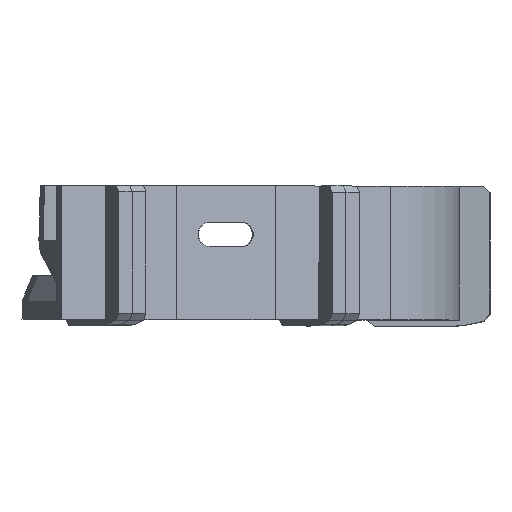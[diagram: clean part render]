
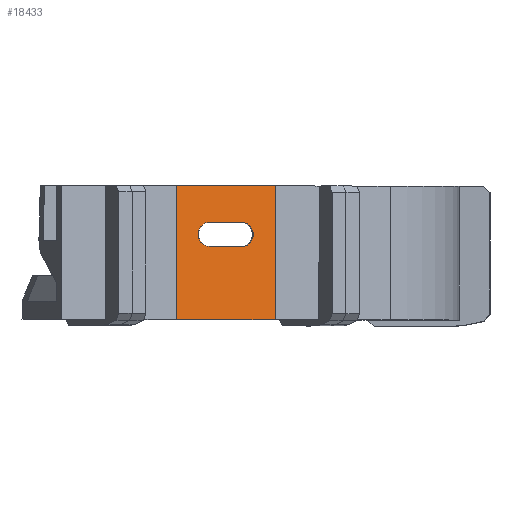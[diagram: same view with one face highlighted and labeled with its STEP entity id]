
A CAD part, left-side view. The second image highlights one B-rep face of the part: STEP entity #18433.
In plain terms, the highlighted face is planar.
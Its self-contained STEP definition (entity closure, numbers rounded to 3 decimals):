
#18157 = VERTEX_POINT('',#18158);
#18158 = CARTESIAN_POINT('',(3.,0.,16.));
#18165 = CYLINDRICAL_SURFACE('',#18166,2.);
#18166 = AXIS2_PLACEMENT_3D('',#18167,#18168,#18169);
#18167 = CARTESIAN_POINT('',(3.,24.,14.));
#18168 = DIRECTION('',(-0.,1.,0.));
#18169 = DIRECTION('',(0.,0.,-1.));
#18177 = PLANE('',#18178);
#18178 = AXIS2_PLACEMENT_3D('',#18179,#18180,#18181);
#18179 = CARTESIAN_POINT('',(3.,24.,16.));
#18180 = DIRECTION('',(0.,0.,-1.));
#18181 = DIRECTION('',(-1.,0.,-0.));
#18219 = VERTEX_POINT('',#18220);
#18220 = CARTESIAN_POINT('',(3.,0.,12.));
#18234 = PLANE('',#18235);
#18235 = AXIS2_PLACEMENT_3D('',#18236,#18237,#18238);
#18236 = CARTESIAN_POINT('',(-3.,24.,12.));
#18237 = DIRECTION('',(0.,0.,1.));
#18238 = DIRECTION('',(1.,0.,0.));
#18246 = EDGE_CURVE('',#18157,#18219,#18247,.T.);
#18247 = SURFACE_CURVE('',#18248,(#18253,#18260),.PCURVE_S1.);
#18248 = CIRCLE('',#18249,2.);
#18249 = AXIS2_PLACEMENT_3D('',#18250,#18251,#18252);
#18250 = CARTESIAN_POINT('',(3.,0.,14.));
#18251 = DIRECTION('',(0.,1.,0.));
#18252 = DIRECTION('',(0.,0.,-1.));
#18253 = PCURVE('',#18165,#18254);
#18254 = DEFINITIONAL_REPRESENTATION('',(#18255),#18259);
#18255 = LINE('',#18256,#18257);
#18256 = CARTESIAN_POINT('',(-6.283,-24.));
#18257 = VECTOR('',#18258,1.);
#18258 = DIRECTION('',(1.,-0.));
#18259 = ( GEOMETRIC_REPRESENTATION_CONTEXT(2) 
PARAMETRIC_REPRESENTATION_CONTEXT() REPRESENTATION_CONTEXT('2D SPACE',''
  ) );
#18260 = PCURVE('',#18261,#18266);
#18261 = PLANE('',#18262);
#18262 = AXIS2_PLACEMENT_3D('',#18263,#18264,#18265);
#18263 = CARTESIAN_POINT('',(0.,0.,0.));
#18264 = DIRECTION('',(0.,1.,-0.));
#18265 = DIRECTION('',(0.,0.,1.));
#18266 = DEFINITIONAL_REPRESENTATION('',(#18267),#18271);
#18267 = CIRCLE('',#18268,2.);
#18268 = AXIS2_PLACEMENT_2D('',#18269,#18270);
#18269 = CARTESIAN_POINT('',(14.,3.));
#18270 = DIRECTION('',(-1.,0.));
#18271 = ( GEOMETRIC_REPRESENTATION_CONTEXT(2) 
PARAMETRIC_REPRESENTATION_CONTEXT() REPRESENTATION_CONTEXT('2D SPACE',''
  ) );
#18279 = VERTEX_POINT('',#18280);
#18280 = CARTESIAN_POINT('',(-3.,0.,16.));
#18294 = CYLINDRICAL_SURFACE('',#18295,2.);
#18295 = AXIS2_PLACEMENT_3D('',#18296,#18297,#18298);
#18296 = CARTESIAN_POINT('',(-3.,24.,14.));
#18297 = DIRECTION('',(-0.,1.,0.));
#18298 = DIRECTION('',(0.,0.,1.));
#18333 = EDGE_CURVE('',#18157,#18279,#18334,.T.);
#18334 = SURFACE_CURVE('',#18335,(#18339,#18345),.PCURVE_S1.);
#18335 = LINE('',#18336,#18337);
#18336 = CARTESIAN_POINT('',(1.5,0.,16.));
#18337 = VECTOR('',#18338,1.);
#18338 = DIRECTION('',(-1.,0.,0.));
#18339 = PCURVE('',#18177,#18340);
#18340 = DEFINITIONAL_REPRESENTATION('',(#18341),#18344);
#18341 = B_SPLINE_CURVE_WITH_KNOTS('',1,(#18342,#18343),.UNSPECIFIED.,
  .F.,.F.,(2,2),(-1.5,4.5),.PIECEWISE_BEZIER_KNOTS.);
#18342 = CARTESIAN_POINT('',(0.,-24.));
#18343 = CARTESIAN_POINT('',(6.,-24.));
#18344 = ( GEOMETRIC_REPRESENTATION_CONTEXT(2) 
PARAMETRIC_REPRESENTATION_CONTEXT() REPRESENTATION_CONTEXT('2D SPACE',''
  ) );
#18345 = PCURVE('',#18261,#18346);
#18346 = DEFINITIONAL_REPRESENTATION('',(#18347),#18350);
#18347 = B_SPLINE_CURVE_WITH_KNOTS('',1,(#18348,#18349),.UNSPECIFIED.,
  .F.,.F.,(2,2),(-1.5,4.5),.PIECEWISE_BEZIER_KNOTS.);
#18348 = CARTESIAN_POINT('',(16.,3.));
#18349 = CARTESIAN_POINT('',(16.,-3.));
#18350 = ( GEOMETRIC_REPRESENTATION_CONTEXT(2) 
PARAMETRIC_REPRESENTATION_CONTEXT() REPRESENTATION_CONTEXT('2D SPACE',''
  ) );
#18433 = ADVANCED_FACE('',(#18434,#18548),#18261,.F.);
#18434 = FACE_BOUND('',#18435,.F.);
#18435 = EDGE_LOOP('',(#18436,#18466,#18494,#18522));
#18436 = ORIENTED_EDGE('',*,*,#18437,.F.);
#18437 = EDGE_CURVE('',#18438,#18440,#18442,.T.);
#18438 = VERTEX_POINT('',#18439);
#18439 = CARTESIAN_POINT('',(-9.,0.,0.));
#18440 = VERTEX_POINT('',#18441);
#18441 = CARTESIAN_POINT('',(9.,0.,0.));
#18442 = SURFACE_CURVE('',#18443,(#18447,#18454),.PCURVE_S1.);
#18443 = LINE('',#18444,#18445);
#18444 = CARTESIAN_POINT('',(-9.,0.,0.));
#18445 = VECTOR('',#18446,1.);
#18446 = DIRECTION('',(1.,0.,0.));
#18447 = PCURVE('',#18261,#18448);
#18448 = DEFINITIONAL_REPRESENTATION('',(#18449),#18453);
#18449 = LINE('',#18450,#18451);
#18450 = CARTESIAN_POINT('',(0.,-9.));
#18451 = VECTOR('',#18452,1.);
#18452 = DIRECTION('',(0.,1.));
#18453 = ( GEOMETRIC_REPRESENTATION_CONTEXT(2) 
PARAMETRIC_REPRESENTATION_CONTEXT() REPRESENTATION_CONTEXT('2D SPACE',''
  ) );
#18454 = PCURVE('',#18455,#18460);
#18455 = PLANE('',#18456);
#18456 = AXIS2_PLACEMENT_3D('',#18457,#18458,#18459);
#18457 = CARTESIAN_POINT('',(0.,15.,0.));
#18458 = DIRECTION('',(0.,0.,1.));
#18459 = DIRECTION('',(0.,-1.,0.));
#18460 = DEFINITIONAL_REPRESENTATION('',(#18461),#18465);
#18461 = LINE('',#18462,#18463);
#18462 = CARTESIAN_POINT('',(15.,-9.));
#18463 = VECTOR('',#18464,1.);
#18464 = DIRECTION('',(0.,1.));
#18465 = ( GEOMETRIC_REPRESENTATION_CONTEXT(2) 
PARAMETRIC_REPRESENTATION_CONTEXT() REPRESENTATION_CONTEXT('2D SPACE',''
  ) );
#18466 = ORIENTED_EDGE('',*,*,#18467,.T.);
#18467 = EDGE_CURVE('',#18438,#18468,#18470,.T.);
#18468 = VERTEX_POINT('',#18469);
#18469 = CARTESIAN_POINT('',(-9.,0.,22.));
#18470 = SURFACE_CURVE('',#18471,(#18475,#18482),.PCURVE_S1.);
#18471 = LINE('',#18472,#18473);
#18472 = CARTESIAN_POINT('',(-9.,0.,0.));
#18473 = VECTOR('',#18474,1.);
#18474 = DIRECTION('',(0.,0.,1.));
#18475 = PCURVE('',#18261,#18476);
#18476 = DEFINITIONAL_REPRESENTATION('',(#18477),#18481);
#18477 = LINE('',#18478,#18479);
#18478 = CARTESIAN_POINT('',(0.,-9.));
#18479 = VECTOR('',#18480,1.);
#18480 = DIRECTION('',(1.,0.));
#18481 = ( GEOMETRIC_REPRESENTATION_CONTEXT(2) 
PARAMETRIC_REPRESENTATION_CONTEXT() REPRESENTATION_CONTEXT('2D SPACE',''
  ) );
#18482 = PCURVE('',#18483,#18488);
#18483 = PLANE('',#18484);
#18484 = AXIS2_PLACEMENT_3D('',#18485,#18486,#18487);
#18485 = CARTESIAN_POINT('',(-9.,4.162,7.662));
#18486 = DIRECTION('',(-1.,0.,0.));
#18487 = DIRECTION('',(0.,0.,1.));
#18488 = DEFINITIONAL_REPRESENTATION('',(#18489),#18493);
#18489 = LINE('',#18490,#18491);
#18490 = CARTESIAN_POINT('',(-7.662,-4.162));
#18491 = VECTOR('',#18492,1.);
#18492 = DIRECTION('',(1.,0.));
#18493 = ( GEOMETRIC_REPRESENTATION_CONTEXT(2) 
PARAMETRIC_REPRESENTATION_CONTEXT() REPRESENTATION_CONTEXT('2D SPACE',''
  ) );
#18494 = ORIENTED_EDGE('',*,*,#18495,.F.);
#18495 = EDGE_CURVE('',#18496,#18468,#18498,.T.);
#18496 = VERTEX_POINT('',#18497);
#18497 = CARTESIAN_POINT('',(9.,0.,22.));
#18498 = SURFACE_CURVE('',#18499,(#18503,#18510),.PCURVE_S1.);
#18499 = LINE('',#18500,#18501);
#18500 = CARTESIAN_POINT('',(9.,0.,22.));
#18501 = VECTOR('',#18502,1.);
#18502 = DIRECTION('',(-1.,0.,0.));
#18503 = PCURVE('',#18261,#18504);
#18504 = DEFINITIONAL_REPRESENTATION('',(#18505),#18509);
#18505 = LINE('',#18506,#18507);
#18506 = CARTESIAN_POINT('',(22.,9.));
#18507 = VECTOR('',#18508,1.);
#18508 = DIRECTION('',(0.,-1.));
#18509 = ( GEOMETRIC_REPRESENTATION_CONTEXT(2) 
PARAMETRIC_REPRESENTATION_CONTEXT() REPRESENTATION_CONTEXT('2D SPACE',''
  ) );
#18510 = PCURVE('',#18511,#18516);
#18511 = PLANE('',#18512);
#18512 = AXIS2_PLACEMENT_3D('',#18513,#18514,#18515);
#18513 = CARTESIAN_POINT('',(0.,0.,22.));
#18514 = DIRECTION('',(0.,0.,-1.));
#18515 = DIRECTION('',(0.,1.,0.));
#18516 = DEFINITIONAL_REPRESENTATION('',(#18517),#18521);
#18517 = LINE('',#18518,#18519);
#18518 = CARTESIAN_POINT('',(0.,9.));
#18519 = VECTOR('',#18520,1.);
#18520 = DIRECTION('',(0.,-1.));
#18521 = ( GEOMETRIC_REPRESENTATION_CONTEXT(2) 
PARAMETRIC_REPRESENTATION_CONTEXT() REPRESENTATION_CONTEXT('2D SPACE',''
  ) );
#18522 = ORIENTED_EDGE('',*,*,#18523,.F.);
#18523 = EDGE_CURVE('',#18440,#18496,#18524,.T.);
#18524 = SURFACE_CURVE('',#18525,(#18529,#18536),.PCURVE_S1.);
#18525 = LINE('',#18526,#18527);
#18526 = CARTESIAN_POINT('',(9.,0.,0.));
#18527 = VECTOR('',#18528,1.);
#18528 = DIRECTION('',(0.,0.,1.));
#18529 = PCURVE('',#18261,#18530);
#18530 = DEFINITIONAL_REPRESENTATION('',(#18531),#18535);
#18531 = LINE('',#18532,#18533);
#18532 = CARTESIAN_POINT('',(0.,9.));
#18533 = VECTOR('',#18534,1.);
#18534 = DIRECTION('',(1.,0.));
#18535 = ( GEOMETRIC_REPRESENTATION_CONTEXT(2) 
PARAMETRIC_REPRESENTATION_CONTEXT() REPRESENTATION_CONTEXT('2D SPACE',''
  ) );
#18536 = PCURVE('',#18537,#18542);
#18537 = PLANE('',#18538);
#18538 = AXIS2_PLACEMENT_3D('',#18539,#18540,#18541);
#18539 = CARTESIAN_POINT('',(9.,4.162,7.662));
#18540 = DIRECTION('',(-1.,0.,0.));
#18541 = DIRECTION('',(0.,0.,1.));
#18542 = DEFINITIONAL_REPRESENTATION('',(#18543),#18547);
#18543 = LINE('',#18544,#18545);
#18544 = CARTESIAN_POINT('',(-7.662,-4.162));
#18545 = VECTOR('',#18546,1.);
#18546 = DIRECTION('',(1.,0.));
#18547 = ( GEOMETRIC_REPRESENTATION_CONTEXT(2) 
PARAMETRIC_REPRESENTATION_CONTEXT() REPRESENTATION_CONTEXT('2D SPACE',''
  ) );
#18548 = FACE_BOUND('',#18549,.F.);
#18549 = EDGE_LOOP('',(#18550,#18551,#18552,#18576));
#18550 = ORIENTED_EDGE('',*,*,#18246,.F.);
#18551 = ORIENTED_EDGE('',*,*,#18333,.T.);
#18552 = ORIENTED_EDGE('',*,*,#18553,.F.);
#18553 = EDGE_CURVE('',#18554,#18279,#18556,.T.);
#18554 = VERTEX_POINT('',#18555);
#18555 = CARTESIAN_POINT('',(-3.,0.,12.));
#18556 = SURFACE_CURVE('',#18557,(#18562,#18569),.PCURVE_S1.);
#18557 = CIRCLE('',#18558,2.);
#18558 = AXIS2_PLACEMENT_3D('',#18559,#18560,#18561);
#18559 = CARTESIAN_POINT('',(-3.,0.,14.));
#18560 = DIRECTION('',(-0.,1.,0.));
#18561 = DIRECTION('',(0.,0.,1.));
#18562 = PCURVE('',#18261,#18563);
#18563 = DEFINITIONAL_REPRESENTATION('',(#18564),#18568);
#18564 = CIRCLE('',#18565,2.);
#18565 = AXIS2_PLACEMENT_2D('',#18566,#18567);
#18566 = CARTESIAN_POINT('',(14.,-3.));
#18567 = DIRECTION('',(1.,0.));
#18568 = ( GEOMETRIC_REPRESENTATION_CONTEXT(2) 
PARAMETRIC_REPRESENTATION_CONTEXT() REPRESENTATION_CONTEXT('2D SPACE',''
  ) );
#18569 = PCURVE('',#18294,#18570);
#18570 = DEFINITIONAL_REPRESENTATION('',(#18571),#18575);
#18571 = LINE('',#18572,#18573);
#18572 = CARTESIAN_POINT('',(-6.283,-24.));
#18573 = VECTOR('',#18574,1.);
#18574 = DIRECTION('',(1.,-0.));
#18575 = ( GEOMETRIC_REPRESENTATION_CONTEXT(2) 
PARAMETRIC_REPRESENTATION_CONTEXT() REPRESENTATION_CONTEXT('2D SPACE',''
  ) );
#18576 = ORIENTED_EDGE('',*,*,#18577,.T.);
#18577 = EDGE_CURVE('',#18554,#18219,#18578,.T.);
#18578 = SURFACE_CURVE('',#18579,(#18583,#18589),.PCURVE_S1.);
#18579 = LINE('',#18580,#18581);
#18580 = CARTESIAN_POINT('',(-1.5,0.,12.));
#18581 = VECTOR('',#18582,1.);
#18582 = DIRECTION('',(1.,-0.,0.));
#18583 = PCURVE('',#18261,#18584);
#18584 = DEFINITIONAL_REPRESENTATION('',(#18585),#18588);
#18585 = B_SPLINE_CURVE_WITH_KNOTS('',1,(#18586,#18587),.UNSPECIFIED.,
  .F.,.F.,(2,2),(-1.5,4.5),.PIECEWISE_BEZIER_KNOTS.);
#18586 = CARTESIAN_POINT('',(12.,-3.));
#18587 = CARTESIAN_POINT('',(12.,3.));
#18588 = ( GEOMETRIC_REPRESENTATION_CONTEXT(2) 
PARAMETRIC_REPRESENTATION_CONTEXT() REPRESENTATION_CONTEXT('2D SPACE',''
  ) );
#18589 = PCURVE('',#18234,#18590);
#18590 = DEFINITIONAL_REPRESENTATION('',(#18591),#18594);
#18591 = B_SPLINE_CURVE_WITH_KNOTS('',1,(#18592,#18593),.UNSPECIFIED.,
  .F.,.F.,(2,2),(-1.5,4.5),.PIECEWISE_BEZIER_KNOTS.);
#18592 = CARTESIAN_POINT('',(0.,-24.));
#18593 = CARTESIAN_POINT('',(6.,-24.));
#18594 = ( GEOMETRIC_REPRESENTATION_CONTEXT(2) 
PARAMETRIC_REPRESENTATION_CONTEXT() REPRESENTATION_CONTEXT('2D SPACE',''
  ) );
